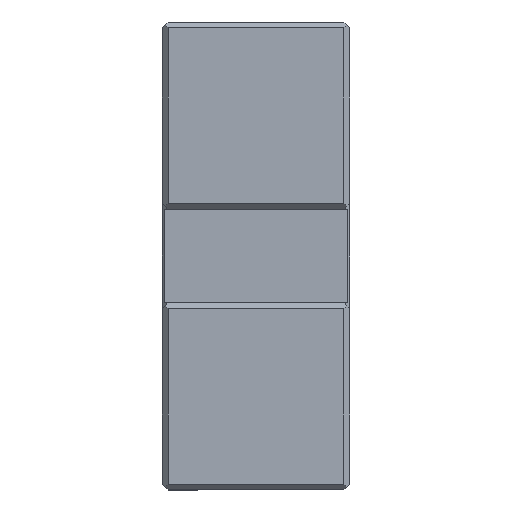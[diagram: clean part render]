
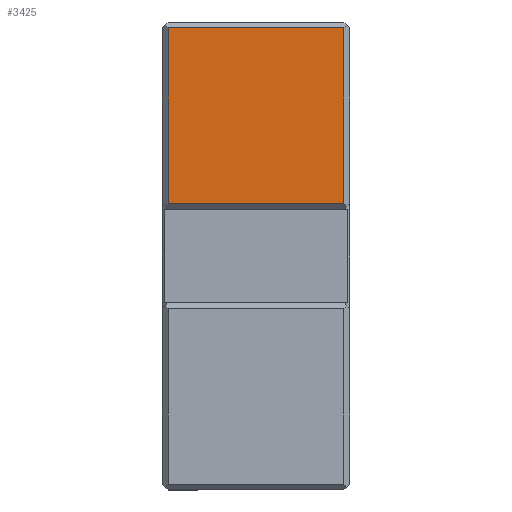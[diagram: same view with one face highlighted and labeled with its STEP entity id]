
A CAD part, left-side view. The second image highlights one B-rep face of the part: STEP entity #3425.
In plain terms, the highlighted face is planar.
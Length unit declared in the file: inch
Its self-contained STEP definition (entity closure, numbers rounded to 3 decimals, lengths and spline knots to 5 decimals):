
#170 = FACE_OUTER_BOUND ( 'NONE', #6383, .T. ) ;
#305 = EDGE_CURVE ( 'NONE', #652, #549, #638, .T. ) ;
#476 = VECTOR ( 'NONE', #4795, 39.37008 ) ;
#489 = VERTEX_POINT ( 'NONE', #531 ) ;
#531 = CARTESIAN_POINT ( 'NONE',  ( 0.88583, -0.11024, -0.18504 ) ) ;
#549 = VERTEX_POINT ( 'NONE', #4532 ) ;
#568 = ORIENTED_EDGE ( 'NONE', *, *, #4312, .T. ) ;
#638 = LINE ( 'NONE', #738, #3799 ) ;
#652 = VERTEX_POINT ( 'NONE', #1867 ) ;
#738 = CARTESIAN_POINT ( 'NONE',  ( 0.88583, -0.48031, 0.19685 ) ) ;
#1230 = LINE ( 'NONE', #3765, #476 ) ;
#1301 = CARTESIAN_POINT ( 'NONE',  ( 0.88583, -0.04921, -0.18504 ) ) ;
#1408 = EDGE_CURVE ( 'NONE', #5248, #652, #1230, .T. ) ;
#1867 = CARTESIAN_POINT ( 'NONE',  ( 0.88583, -0.48031, 0.18504 ) ) ;
#2149 = EDGE_CURVE ( 'NONE', #489, #549, #3322, .T. ) ;
#2168 = PLANE ( 'NONE',  #2858 ) ;
#2233 = DIRECTION ( 'NONE',  ( 1., 0., 0. ) ) ;
#2283 = CARTESIAN_POINT ( 'NONE',  ( 0.88583, -0.11024, 0.18504 ) ) ;
#2523 = ORIENTED_EDGE ( 'NONE', *, *, #2149, .F. ) ;
#2676 = VECTOR ( 'NONE', #4774, 39.37008 ) ;
#2721 = VECTOR ( 'NONE', #5953, 39.37008 ) ;
#2730 = DIRECTION ( 'NONE',  ( 0., -1., 0. ) ) ;
#2858 = AXIS2_PLACEMENT_3D ( 'NONE', #3664, #2233, #2730 ) ;
#2935 = CARTESIAN_POINT ( 'NONE',  ( 0.88583, -0.11024, 0.19685 ) ) ;
#3222 = DIRECTION ( 'NONE',  ( 0., 0., -1. ) ) ;
#3322 = LINE ( 'NONE', #1301, #2676 ) ;
#3425 = ADVANCED_FACE ( 'NONE', ( #170 ), #2168, .T. ) ;
#3664 = CARTESIAN_POINT ( 'NONE',  ( 0.88583, -0.09843, 0.19685 ) ) ;
#3765 = CARTESIAN_POINT ( 'NONE',  ( 0.88583, -0.09843, 0.18504 ) ) ;
#3799 = VECTOR ( 'NONE', #3222, 39.37008 ) ;
#4312 = EDGE_CURVE ( 'NONE', #489, #5248, #5888, .T. ) ;
#4532 = CARTESIAN_POINT ( 'NONE',  ( 0.88583, -0.48031, -0.18504 ) ) ;
#4605 = ORIENTED_EDGE ( 'NONE', *, *, #1408, .T. ) ;
#4774 = DIRECTION ( 'NONE',  ( 0., -1., 0. ) ) ;
#4795 = DIRECTION ( 'NONE',  ( 0., -1., 0. ) ) ;
#4914 = ORIENTED_EDGE ( 'NONE', *, *, #305, .T. ) ;
#5248 = VERTEX_POINT ( 'NONE', #2283 ) ;
#5888 = LINE ( 'NONE', #2935, #2721 ) ;
#5953 = DIRECTION ( 'NONE',  ( 0., 0., 1. ) ) ;
#6383 = EDGE_LOOP ( 'NONE', ( #4605, #4914, #2523, #568 ) ) ;
